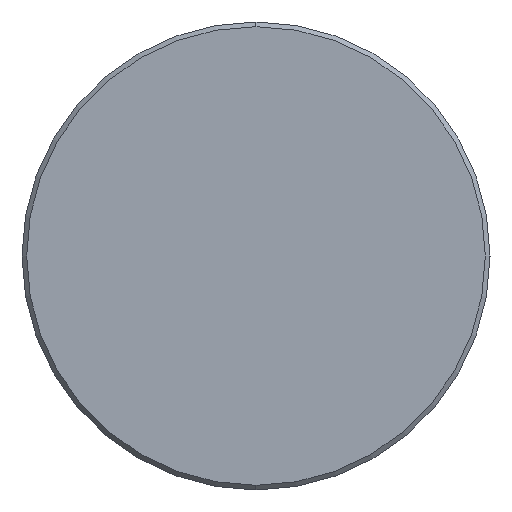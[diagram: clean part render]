
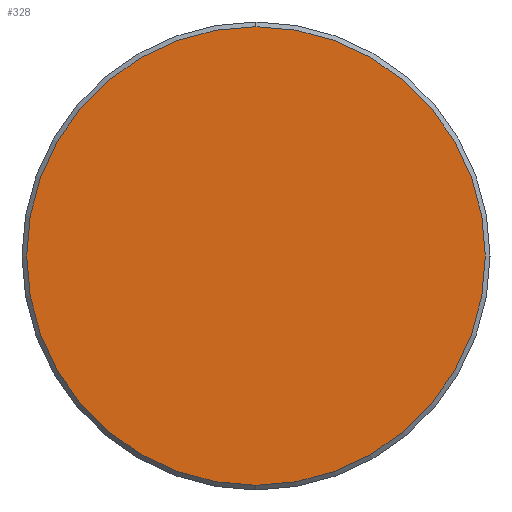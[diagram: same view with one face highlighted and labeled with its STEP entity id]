
A CAD part, left-side view. The second image highlights one B-rep face of the part: STEP entity #328.
In plain terms, the highlighted planar face has unit normal (-1, 0, 0).
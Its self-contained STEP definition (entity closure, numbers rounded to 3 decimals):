
#20 = ORIENTED_EDGE ( 'NONE', *, *, #444, .T. ) ;
#24 = DIRECTION ( 'NONE',  ( -1., 0., 0. ) ) ;
#64 = DIRECTION ( 'NONE',  ( 0., 0., 1. ) ) ;
#82 = CARTESIAN_POINT ( 'NONE',  ( 0., 0., 0. ) ) ;
#114 = DIRECTION ( 'NONE',  ( -1., 0., 0. ) ) ;
#116 = AXIS2_PLACEMENT_3D ( 'NONE', #82, #114, #383 ) ;
#134 = ORIENTED_EDGE ( 'NONE', *, *, #192, .T. ) ;
#138 = DIRECTION ( 'NONE',  ( 1., 0., 0. ) ) ;
#144 = AXIS2_PLACEMENT_3D ( 'NONE', #389, #24, #64 ) ;
#192 = EDGE_CURVE ( 'NONE', #346, #471, #250, .T. ) ;
#244 = FACE_OUTER_BOUND ( 'NONE', #466, .T. ) ;
#250 = CIRCLE ( 'NONE', #144, 14.7 ) ;
#274 = AXIS2_PLACEMENT_3D ( 'NONE', #364, #138, #406 ) ;
#304 = CARTESIAN_POINT ( 'NONE',  ( 0., 0., 14.7 ) ) ;
#327 = PLANE ( 'NONE',  #274 ) ;
#328 = ADVANCED_FACE ( 'NONE', ( #244 ), #327, .F. ) ;
#346 = VERTEX_POINT ( 'NONE', #399 ) ;
#364 = CARTESIAN_POINT ( 'NONE',  ( 0., 0., 0. ) ) ;
#383 = DIRECTION ( 'NONE',  ( 0., 0., 1. ) ) ;
#389 = CARTESIAN_POINT ( 'NONE',  ( 0., 0., 0. ) ) ;
#399 = CARTESIAN_POINT ( 'NONE',  ( 0., 0., -14.7 ) ) ;
#406 = DIRECTION ( 'NONE',  ( 0., 0., -1. ) ) ;
#444 = EDGE_CURVE ( 'NONE', #471, #346, #460, .T. ) ;
#460 = CIRCLE ( 'NONE', #116, 14.7 ) ;
#466 = EDGE_LOOP ( 'NONE', ( #134, #20 ) ) ;
#471 = VERTEX_POINT ( 'NONE', #304 ) ;
